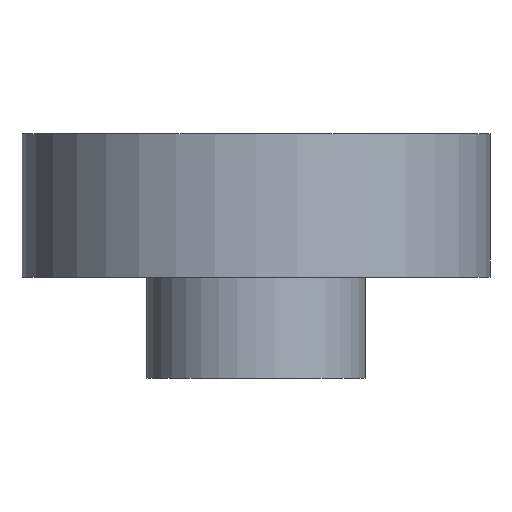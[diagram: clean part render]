
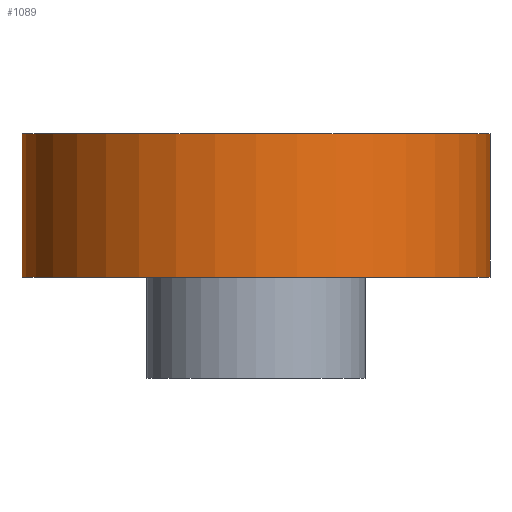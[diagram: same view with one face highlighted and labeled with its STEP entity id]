
A CAD part, front view. The second image highlights one B-rep face of the part: STEP entity #1089.
In plain terms, the highlighted cylindrical face has radius 15 mm (diameter 30 mm), a full revolution.
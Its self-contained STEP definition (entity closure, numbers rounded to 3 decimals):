
#55=CYLINDRICAL_SURFACE('',#1215,15.);
#154=LINE('',#1847,#253);
#253=VECTOR('',#1527,15.);
#360=FACE_OUTER_BOUND('',#441,.T.);
#441=EDGE_LOOP('',(#1010,#1011,#1012,#1013));
#486=CIRCLE('',#1193,15.);
#495=CIRCLE('',#1216,15.);
#580=VERTEX_POINT('',#1809);
#589=VERTEX_POINT('',#1846);
#719=EDGE_CURVE('',#580,#580,#486,.T.);
#733=EDGE_CURVE('',#580,#589,#154,.T.);
#734=EDGE_CURVE('',#589,#589,#495,.T.);
#1010=ORIENTED_EDGE('',*,*,#719,.F.);
#1011=ORIENTED_EDGE('',*,*,#733,.T.);
#1012=ORIENTED_EDGE('',*,*,#734,.F.);
#1013=ORIENTED_EDGE('',*,*,#733,.F.);
#1089=ADVANCED_FACE('',(#360),#55,.T.);
#1193=AXIS2_PLACEMENT_3D('',#1810,#1476,#1477);
#1215=AXIS2_PLACEMENT_3D('',#1845,#1525,#1526);
#1216=AXIS2_PLACEMENT_3D('',#1848,#1528,#1529);
#1476=DIRECTION('center_axis',(0.,0.,1.));
#1477=DIRECTION('ref_axis',(-1.,0.,0.));
#1525=DIRECTION('center_axis',(0.,0.,1.));
#1526=DIRECTION('ref_axis',(-1.,0.,0.));
#1527=DIRECTION('',(0.,0.,-1.));
#1528=DIRECTION('center_axis',(0.,0.,-1.));
#1529=DIRECTION('ref_axis',(-1.,0.,0.));
#1809=CARTESIAN_POINT('',(15.,0.,9.2));
#1810=CARTESIAN_POINT('Origin',(0.,0.,9.2));
#1845=CARTESIAN_POINT('Origin',(0.,0.,0.));
#1846=CARTESIAN_POINT('',(15.,0.,0.));
#1847=CARTESIAN_POINT('',(15.,0.,0.));
#1848=CARTESIAN_POINT('Origin',(0.,0.,0.));
